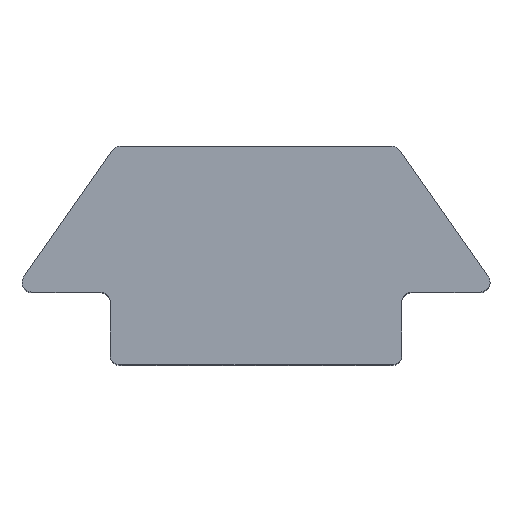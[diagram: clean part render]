
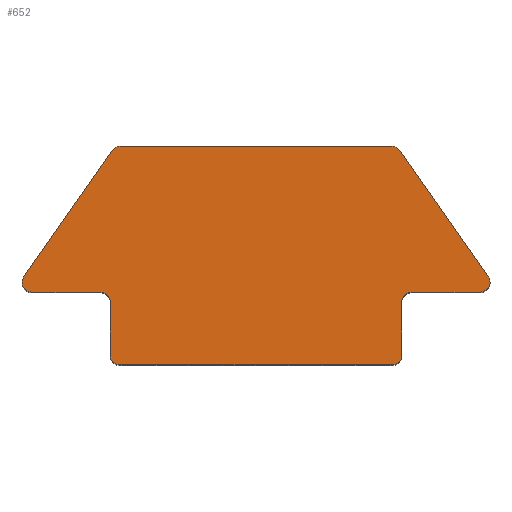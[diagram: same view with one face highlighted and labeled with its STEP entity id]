
A CAD part, top view. The second image highlights one B-rep face of the part: STEP entity #652.
In plain terms, the highlighted planar face has unit normal (0, 0, 1).
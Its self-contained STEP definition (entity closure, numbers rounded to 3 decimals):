
#59 = VERTEX_POINT ( 'NONE', #2197 ) ;
#124 = PLANE ( 'NONE',  #2206 ) ;
#137 = CARTESIAN_POINT ( 'NONE',  ( 2.8, 0.2, 9.8 ) ) ;
#193 = ORIENTED_EDGE ( 'NONE', *, *, #1276, .T. ) ;
#202 = LINE ( 'NONE', #3027, #2577 ) ;
#273 = CARTESIAN_POINT ( 'NONE',  ( 5., 1.5, 9.8 ) ) ;
#282 = DIRECTION ( 'NONE',  ( -0.573, 0.819, 0. ) ) ;
#302 = ORIENTED_EDGE ( 'NONE', *, *, #487, .T. ) ;
#315 = CIRCLE ( 'NONE', #1993, 0.2 ) ;
#331 = CARTESIAN_POINT ( 'NONE',  ( -5., 1.5, 9.8 ) ) ;
#332 = EDGE_CURVE ( 'NONE', #2879, #1894, #2177, .T. ) ;
#340 = CARTESIAN_POINT ( 'NONE',  ( -3., 1.5, 9.8 ) ) ;
#344 = CIRCLE ( 'NONE', #2668, 0.2 ) ;
#377 = VERTEX_POINT ( 'NONE', #495 ) ;
#426 = ORIENTED_EDGE ( 'NONE', *, *, #1786, .T. ) ;
#475 = VERTEX_POINT ( 'NONE', #548 ) ;
#480 = DIRECTION ( 'NONE',  ( 0., 1., 0. ) ) ;
#487 = EDGE_CURVE ( 'NONE', #763, #377, #315, .T. ) ;
#495 = CARTESIAN_POINT ( 'NONE',  ( 2.796, 4.5, 9.8 ) ) ;
#496 = CIRCLE ( 'NONE', #769, 0.2 ) ;
#505 = VERTEX_POINT ( 'NONE', #983 ) ;
#513 = CARTESIAN_POINT ( 'NONE',  ( 2.796, 4.3, 9.8 ) ) ;
#526 = DIRECTION ( 'NONE',  ( 0., 0., 1. ) ) ;
#548 = CARTESIAN_POINT ( 'NONE',  ( 4.616, 1.5, 9.8 ) ) ;
#581 = AXIS2_PLACEMENT_3D ( 'NONE', #1063, #1092, #1194 ) ;
#620 = AXIS2_PLACEMENT_3D ( 'NONE', #1411, #655, #2535 ) ;
#623 = EDGE_CURVE ( 'NONE', #1250, #763, #1303, .T. ) ;
#629 = CARTESIAN_POINT ( 'NONE',  ( 0., 0., 9.8 ) ) ;
#652 = ADVANCED_FACE ( 'NONE', ( #2032 ), #124, .T. ) ;
#655 = DIRECTION ( 'NONE',  ( 0., 0., 1. ) ) ;
#685 = CARTESIAN_POINT ( 'NONE',  ( -2.9, 4.5, 9.8 ) ) ;
#691 = CARTESIAN_POINT ( 'NONE',  ( -2.796, 4.5, 9.8 ) ) ;
#695 = CARTESIAN_POINT ( 'NONE',  ( 2.8, 0., 9.8 ) ) ;
#696 = ORIENTED_EDGE ( 'NONE', *, *, #2073, .T. ) ;
#733 = AXIS2_PLACEMENT_3D ( 'NONE', #2978, #2985, #3002 ) ;
#735 = ORIENTED_EDGE ( 'NONE', *, *, #1957, .T. ) ;
#763 = VERTEX_POINT ( 'NONE', #1726 ) ;
#769 = AXIS2_PLACEMENT_3D ( 'NONE', #2300, #1772, #1125 ) ;
#795 = DIRECTION ( 'NONE',  ( 0., 0., -1. ) ) ;
#799 = LINE ( 'NONE', #685, #1059 ) ;
#848 = CARTESIAN_POINT ( 'NONE',  ( 3., 1.3, 9.8 ) ) ;
#892 = CARTESIAN_POINT ( 'NONE',  ( 3.2, 1.3, 9.8 ) ) ;
#896 = DIRECTION ( 'NONE',  ( 1., 0., 0. ) ) ;
#898 = LINE ( 'NONE', #331, #2923 ) ;
#905 = DIRECTION ( 'NONE',  ( 0., 0., -1. ) ) ;
#923 = VERTEX_POINT ( 'NONE', #2441 ) ;
#941 = EDGE_LOOP ( 'NONE', ( #2619, #2569, #193, #426, #1256, #696, #735, #1290, #2435, #1807, #1912, #2551, #2119, #1068, #302, #1867, #2637 ) ) ;
#983 = CARTESIAN_POINT ( 'NONE',  ( -3., 1.3, 9.8 ) ) ;
#1046 = DIRECTION ( 'NONE',  ( -0.573, -0.819, 0. ) ) ;
#1059 = VECTOR ( 'NONE', #1046, 1000. ) ;
#1063 = CARTESIAN_POINT ( 'NONE',  ( 4.616, 1.7, 9.8 ) ) ;
#1068 = ORIENTED_EDGE ( 'NONE', *, *, #623, .T. ) ;
#1086 = EDGE_CURVE ( 'NONE', #2655, #3068, #1139, .T. ) ;
#1092 = DIRECTION ( 'NONE',  ( 0., 0., 1. ) ) ;
#1125 = DIRECTION ( 'NONE',  ( 1., 0., 0. ) ) ;
#1131 = DIRECTION ( 'NONE',  ( 1., 0., 0. ) ) ;
#1137 = LINE ( 'NONE', #340, #2756 ) ;
#1139 = CIRCLE ( 'NONE', #733, 0.2 ) ;
#1194 = DIRECTION ( 'NONE',  ( 1., 0., 0. ) ) ;
#1215 = LINE ( 'NONE', #2932, #2303 ) ;
#1218 = VECTOR ( 'NONE', #282, 1000. ) ;
#1246 = CIRCLE ( 'NONE', #2492, 0.2 ) ;
#1250 = VERTEX_POINT ( 'NONE', #2658 ) ;
#1256 = ORIENTED_EDGE ( 'NONE', *, *, #2196, .T. ) ;
#1266 = CARTESIAN_POINT ( 'NONE',  ( -3.2, 1.5, 9.8 ) ) ;
#1271 = CIRCLE ( 'NONE', #2887, 0.2 ) ;
#1276 = EDGE_CURVE ( 'NONE', #1371, #923, #2344, .T. ) ;
#1290 = ORIENTED_EDGE ( 'NONE', *, *, #1378, .T. ) ;
#1299 = CARTESIAN_POINT ( 'NONE',  ( 3.2, 1.5, 9.8 ) ) ;
#1303 = LINE ( 'NONE', #273, #1218 ) ;
#1304 = CIRCLE ( 'NONE', #581, 0.2 ) ;
#1305 = CARTESIAN_POINT ( 'NONE',  ( -2.8, 0., 9.8 ) ) ;
#1309 = DIRECTION ( 'NONE',  ( 0., 0., 1. ) ) ;
#1332 = CARTESIAN_POINT ( 'NONE',  ( 2.9, 4.5, 9.8 ) ) ;
#1371 = VERTEX_POINT ( 'NONE', #1491 ) ;
#1378 = EDGE_CURVE ( 'NONE', #2512, #1520, #1666, .T. ) ;
#1411 = CARTESIAN_POINT ( 'NONE',  ( -4.616, 1.7, 9.8 ) ) ;
#1414 = VERTEX_POINT ( 'NONE', #1266 ) ;
#1415 = EDGE_CURVE ( 'NONE', #475, #1250, #1304, .T. ) ;
#1455 = DIRECTION ( 'NONE',  ( 1., 0., 0. ) ) ;
#1470 = DIRECTION ( 'NONE',  ( 1., 0., 0. ) ) ;
#1491 = CARTESIAN_POINT ( 'NONE',  ( -4.816, 1.7, 9.8 ) ) ;
#1500 = DIRECTION ( 'NONE',  ( 1., 0., 0. ) ) ;
#1507 = AXIS2_PLACEMENT_3D ( 'NONE', #892, #905, #896 ) ;
#1513 = CARTESIAN_POINT ( 'NONE',  ( -3., 0., 9.8 ) ) ;
#1520 = VERTEX_POINT ( 'NONE', #695 ) ;
#1561 = CARTESIAN_POINT ( 'NONE',  ( 3., 0.2, 9.8 ) ) ;
#1653 = DIRECTION ( 'NONE',  ( 0., 0., 1. ) ) ;
#1666 = LINE ( 'NONE', #1513, #1930 ) ;
#1725 = CARTESIAN_POINT ( 'NONE',  ( -4.78, 1.815, 9.8 ) ) ;
#1726 = CARTESIAN_POINT ( 'NONE',  ( 2.96, 4.415, 9.8 ) ) ;
#1734 = EDGE_CURVE ( 'NONE', #1894, #475, #1215, .T. ) ;
#1772 = DIRECTION ( 'NONE',  ( 0., 0., 1. ) ) ;
#1786 = EDGE_CURVE ( 'NONE', #923, #1414, #898, .T. ) ;
#1807 = ORIENTED_EDGE ( 'NONE', *, *, #2374, .T. ) ;
#1843 = LINE ( 'NONE', #1332, #2393 ) ;
#1867 = ORIENTED_EDGE ( 'NONE', *, *, #2816, .T. ) ;
#1894 = VERTEX_POINT ( 'NONE', #1299 ) ;
#1912 = ORIENTED_EDGE ( 'NONE', *, *, #332, .T. ) ;
#1930 = VECTOR ( 'NONE', #1470, 1000. ) ;
#1957 = EDGE_CURVE ( 'NONE', #59, #2512, #496, .T. ) ;
#1993 = AXIS2_PLACEMENT_3D ( 'NONE', #513, #2361, #2212 ) ;
#2032 = FACE_OUTER_BOUND ( 'NONE', #941, .T. ) ;
#2073 = EDGE_CURVE ( 'NONE', #505, #59, #1137, .T. ) ;
#2119 = ORIENTED_EDGE ( 'NONE', *, *, #1415, .T. ) ;
#2161 = CARTESIAN_POINT ( 'NONE',  ( -3.2, 1.3, 9.8 ) ) ;
#2168 = DIRECTION ( 'NONE',  ( 1., 0., 0. ) ) ;
#2177 = CIRCLE ( 'NONE', #1507, 0.2 ) ;
#2196 = EDGE_CURVE ( 'NONE', #1414, #505, #344, .T. ) ;
#2197 = CARTESIAN_POINT ( 'NONE',  ( -3., 0.2, 9.8 ) ) ;
#2206 = AXIS2_PLACEMENT_3D ( 'NONE', #629, #1653, #1500 ) ;
#2212 = DIRECTION ( 'NONE',  ( 1., 0., 0. ) ) ;
#2276 = VERTEX_POINT ( 'NONE', #1725 ) ;
#2287 = VERTEX_POINT ( 'NONE', #1561 ) ;
#2288 = DIRECTION ( 'NONE',  ( -1., 0., 0. ) ) ;
#2300 = CARTESIAN_POINT ( 'NONE',  ( -2.8, 0.2, 9.8 ) ) ;
#2303 = VECTOR ( 'NONE', #2870, 1000. ) ;
#2344 = CIRCLE ( 'NONE', #620, 0.2 ) ;
#2351 = EDGE_CURVE ( 'NONE', #1520, #2287, #1271, .T. ) ;
#2361 = DIRECTION ( 'NONE',  ( 0., 0., 1. ) ) ;
#2374 = EDGE_CURVE ( 'NONE', #2287, #2879, #202, .T. ) ;
#2393 = VECTOR ( 'NONE', #2288, 1000. ) ;
#2435 = ORIENTED_EDGE ( 'NONE', *, *, #2351, .T. ) ;
#2441 = CARTESIAN_POINT ( 'NONE',  ( -4.616, 1.5, 9.8 ) ) ;
#2492 = AXIS2_PLACEMENT_3D ( 'NONE', #3031, #526, #1455 ) ;
#2512 = VERTEX_POINT ( 'NONE', #1305 ) ;
#2535 = DIRECTION ( 'NONE',  ( 1., 0., 0. ) ) ;
#2551 = ORIENTED_EDGE ( 'NONE', *, *, #1734, .T. ) ;
#2569 = ORIENTED_EDGE ( 'NONE', *, *, #2992, .T. ) ;
#2577 = VECTOR ( 'NONE', #480, 1000. ) ;
#2619 = ORIENTED_EDGE ( 'NONE', *, *, #3024, .T. ) ;
#2637 = ORIENTED_EDGE ( 'NONE', *, *, #1086, .T. ) ;
#2655 = VERTEX_POINT ( 'NONE', #691 ) ;
#2658 = CARTESIAN_POINT ( 'NONE',  ( 4.78, 1.815, 9.8 ) ) ;
#2668 = AXIS2_PLACEMENT_3D ( 'NONE', #2161, #795, #2168 ) ;
#2756 = VECTOR ( 'NONE', #2850, 1000. ) ;
#2816 = EDGE_CURVE ( 'NONE', #377, #2655, #1843, .T. ) ;
#2842 = CARTESIAN_POINT ( 'NONE',  ( -2.96, 4.415, 9.8 ) ) ;
#2850 = DIRECTION ( 'NONE',  ( 0., -1., 0. ) ) ;
#2870 = DIRECTION ( 'NONE',  ( 1., 0., 0. ) ) ;
#2879 = VERTEX_POINT ( 'NONE', #848 ) ;
#2887 = AXIS2_PLACEMENT_3D ( 'NONE', #137, #1309, #1131 ) ;
#2923 = VECTOR ( 'NONE', #3036, 1000. ) ;
#2932 = CARTESIAN_POINT ( 'NONE',  ( 3., 1.5, 9.8 ) ) ;
#2978 = CARTESIAN_POINT ( 'NONE',  ( -2.796, 4.3, 9.8 ) ) ;
#2985 = DIRECTION ( 'NONE',  ( 0., 0., 1. ) ) ;
#2992 = EDGE_CURVE ( 'NONE', #2276, #1371, #1246, .T. ) ;
#3002 = DIRECTION ( 'NONE',  ( 1., 0., 0. ) ) ;
#3024 = EDGE_CURVE ( 'NONE', #3068, #2276, #799, .T. ) ;
#3027 = CARTESIAN_POINT ( 'NONE',  ( 3., 0., 9.8 ) ) ;
#3031 = CARTESIAN_POINT ( 'NONE',  ( -4.616, 1.7, 9.8 ) ) ;
#3036 = DIRECTION ( 'NONE',  ( 1., 0., 0. ) ) ;
#3068 = VERTEX_POINT ( 'NONE', #2842 ) ;
